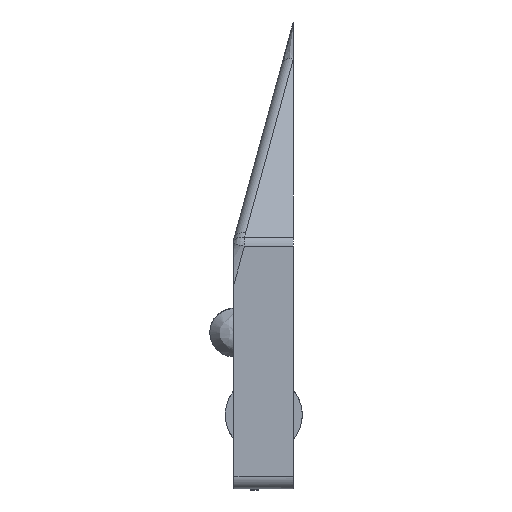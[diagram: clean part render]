
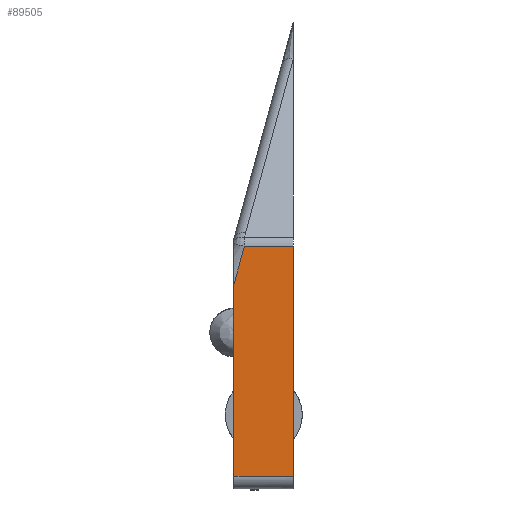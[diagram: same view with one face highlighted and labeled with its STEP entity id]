
A CAD part, left-side view. The second image highlights one B-rep face of the part: STEP entity #89505.
In plain terms, the highlighted free-form (B-spline) face has degree [1, 1] with [2, 2] control points.
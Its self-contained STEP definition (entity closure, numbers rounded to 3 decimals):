
#78888 = VERTEX_POINT('',#78889);
#78889 = CARTESIAN_POINT('',(-88.134,6.878,-1.963)
  );
#78937 = VERTEX_POINT('',#78938);
#78938 = CARTESIAN_POINT('',(-88.134,10.576,
    -15.445));
#78944 = EDGE_CURVE('',#78937,#78888,#78945,.T.);
#78945 = B_SPLINE_CURVE_WITH_KNOTS('',1,(#78946,#78947),.UNSPECIFIED.,
  .F.,.F.,(2,2),(-108.596,-92.734),
  .PIECEWISE_BEZIER_KNOTS.);
#78946 = CARTESIAN_POINT('',(-88.134,10.576,
    -15.445));
#78947 = CARTESIAN_POINT('',(-88.134,6.878,-1.963)
  );
#79102 = VERTEX_POINT('',#79103);
#79103 = CARTESIAN_POINT('',(-88.134,10.576,
    -83.727));
#79109 = EDGE_CURVE('',#79102,#78937,#79110,.T.);
#79110 = B_SPLINE_CURVE_WITH_KNOTS('',1,(#79111,#79112),.UNSPECIFIED.,
  .F.,.F.,(2,2),(0.,77.476),.PIECEWISE_BEZIER_KNOTS.);
#79111 = CARTESIAN_POINT('',(-88.134,10.576,
    -83.727));
#79112 = CARTESIAN_POINT('',(-88.134,10.576,
    -15.445));
#89218 = VERTEX_POINT('',#89219);
#89219 = CARTESIAN_POINT('',(-88.134,-10.576,
    -1.963));
#89225 = EDGE_CURVE('',#89218,#89226,#89228,.T.);
#89226 = VERTEX_POINT('',#89227);
#89227 = CARTESIAN_POINT('',(-88.134,-10.576,
    -83.727));
#89228 = B_SPLINE_CURVE_WITH_KNOTS('',1,(#89229,#89230),.UNSPECIFIED.,
  .F.,.F.,(2,2),(-92.773,0.),.PIECEWISE_BEZIER_KNOTS.);
#89229 = CARTESIAN_POINT('',(-88.134,-10.576,
    -1.963));
#89230 = CARTESIAN_POINT('',(-88.134,-10.576,
    -83.727));
#89492 = EDGE_CURVE('',#89218,#78888,#89493,.T.);
#89493 = B_SPLINE_CURVE_WITH_KNOTS('',1,(#89494,#89495),.UNSPECIFIED.,
  .F.,.F.,(2,2),(-12.,7.804),.PIECEWISE_BEZIER_KNOTS.);
#89494 = CARTESIAN_POINT('',(-88.134,-10.576,
    -1.963));
#89495 = CARTESIAN_POINT('',(-88.134,6.878,-1.963)
  );
#89505 = ADVANCED_FACE('',(#89506),#89517,.T.);
#89506 = FACE_BOUND('',#89507,.T.);
#89507 = EDGE_LOOP('',(#89508,#89509,#89510,#89515,#89516));
#89508 = ORIENTED_EDGE('',*,*,#78944,.F.);
#89509 = ORIENTED_EDGE('',*,*,#79109,.F.);
#89510 = ORIENTED_EDGE('',*,*,#89511,.F.);
#89511 = EDGE_CURVE('',#89226,#79102,#89512,.T.);
#89512 = B_SPLINE_CURVE_WITH_KNOTS('',1,(#89513,#89514),.UNSPECIFIED.,
  .F.,.F.,(2,2),(-12.,12.),.PIECEWISE_BEZIER_KNOTS.);
#89513 = CARTESIAN_POINT('',(-88.134,-10.576,
    -83.727));
#89514 = CARTESIAN_POINT('',(-88.134,10.576,
    -83.727));
#89515 = ORIENTED_EDGE('',*,*,#89225,.F.);
#89516 = ORIENTED_EDGE('',*,*,#89492,.T.);
#89517 = B_SPLINE_SURFACE_WITH_KNOTS('',1,1,(
    (#89518,#89519)
    ,(#89520,#89521
    )),.UNSPECIFIED.,.F.,.F.,.F.,(2,2),(2,2),(0.,92.773),(-12.,
    12.),.PIECEWISE_BEZIER_KNOTS.);
#89518 = CARTESIAN_POINT('',(-88.134,-10.576,
    -83.727));
#89519 = CARTESIAN_POINT('',(-88.134,10.576,
    -83.727));
#89520 = CARTESIAN_POINT('',(-88.134,-10.576,
    -1.963));
#89521 = CARTESIAN_POINT('',(-88.134,10.576,-1.963
    ));
